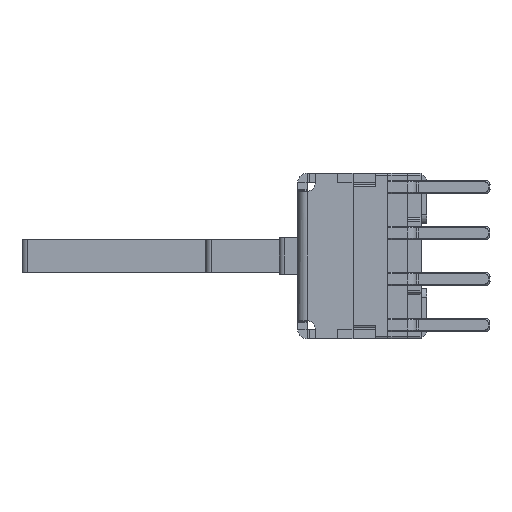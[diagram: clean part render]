
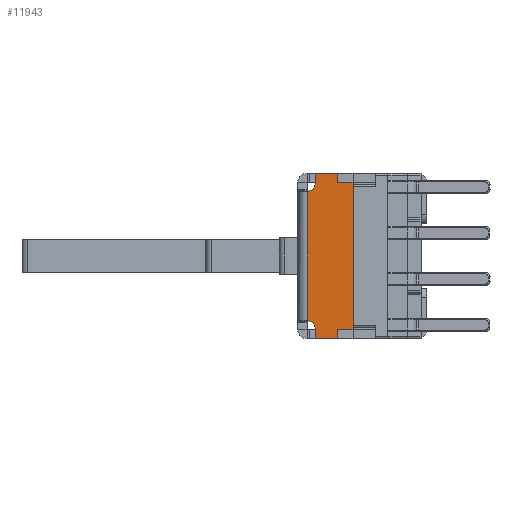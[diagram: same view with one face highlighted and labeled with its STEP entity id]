
A CAD part, left-side view. The second image highlights one B-rep face of the part: STEP entity #11943.
In plain terms, the highlighted planar face has unit normal (-1, 0, 0).
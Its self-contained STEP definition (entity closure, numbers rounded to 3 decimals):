
#8313=DIRECTION('',(0.,0.,1.));
#8314=VECTOR('',#8313,7.005);
#8315=CARTESIAN_POINT('',(-37.5,-0.5,-3.503));
#8316=LINE('',#8315,#8314);
#8345=CARTESIAN_POINT('',(-37.5,-0.45,4.));
#8346=DIRECTION('',(-1.,0.,0.));
#8347=DIRECTION('',(0.,-0.1,-0.995));
#8348=AXIS2_PLACEMENT_3D('',#8345,#8346,#8347);
#8350=DIRECTION('',(0.,0.,1.));
#8351=VECTOR('',#8350,0.5);
#8352=CARTESIAN_POINT('',(-37.5,-0.95,4.));
#8353=LINE('',#8352,#8351);
#8354=DIRECTION('',(0.,-1.,0.));
#8355=VECTOR('',#8354,1.2);
#8356=CARTESIAN_POINT('',(-37.5,-0.95,4.5));
#8357=LINE('',#8356,#8355);
#8358=DIRECTION('',(0.,0.,-1.));
#8359=VECTOR('',#8358,0.5);
#8360=CARTESIAN_POINT('',(-37.5,-2.15,4.5));
#8361=LINE('',#8360,#8359);
#8362=DIRECTION('',(0.,-1.,0.));
#8363=VECTOR('',#8362,0.85);
#8364=CARTESIAN_POINT('',(-37.5,-2.15,4.));
#8365=LINE('',#8364,#8363);
#8366=DIRECTION('',(0.,0.,-1.));
#8367=VECTOR('',#8366,8.);
#8368=CARTESIAN_POINT('',(-37.5,-3.,4.));
#8369=LINE('',#8368,#8367);
#8370=DIRECTION('',(0.,1.,0.));
#8371=VECTOR('',#8370,0.85);
#8372=CARTESIAN_POINT('',(-37.5,-3.,-4.));
#8373=LINE('',#8372,#8371);
#8374=DIRECTION('',(0.,0.,-1.));
#8375=VECTOR('',#8374,0.5);
#8376=CARTESIAN_POINT('',(-37.5,-2.15,-4.));
#8377=LINE('',#8376,#8375);
#8378=DIRECTION('',(0.,1.,0.));
#8379=VECTOR('',#8378,1.2);
#8380=CARTESIAN_POINT('',(-37.5,-2.15,-4.5));
#8381=LINE('',#8380,#8379);
#8382=DIRECTION('',(0.,0.,1.));
#8383=VECTOR('',#8382,0.5);
#8384=CARTESIAN_POINT('',(-37.5,-0.95,-4.5));
#8385=LINE('',#8384,#8383);
#8386=CARTESIAN_POINT('',(-37.5,-0.45,-4.));
#8387=DIRECTION('',(-1.,0.,0.));
#8388=DIRECTION('',(0.,-1.,0.));
#8389=AXIS2_PLACEMENT_3D('',#8386,#8387,#8388);
#9721=CARTESIAN_POINT('',(-37.5,-3.,4.));
#9722=CARTESIAN_POINT('',(-37.5,-3.,-4.));
#9723=VERTEX_POINT('',#9721);
#9724=VERTEX_POINT('',#9722);
#9729=CARTESIAN_POINT('',(-37.5,-2.15,-4.));
#9730=CARTESIAN_POINT('',(-37.5,-2.15,-4.5));
#9731=VERTEX_POINT('',#9729);
#9732=VERTEX_POINT('',#9730);
#9733=CARTESIAN_POINT('',(-37.5,-0.95,-4.5));
#9734=VERTEX_POINT('',#9733);
#9735=CARTESIAN_POINT('',(-37.5,-0.95,4.5));
#9736=CARTESIAN_POINT('',(-37.5,-2.15,4.5));
#9737=VERTEX_POINT('',#9735);
#9738=VERTEX_POINT('',#9736);
#9739=CARTESIAN_POINT('',(-37.5,-2.15,4.));
#9740=VERTEX_POINT('',#9739);
#9825=CARTESIAN_POINT('',(-37.5,-0.5,3.503));
#9826=CARTESIAN_POINT('',(-37.5,-0.95,4.));
#9827=VERTEX_POINT('',#9825);
#9828=VERTEX_POINT('',#9826);
#9829=CARTESIAN_POINT('',(-37.5,-0.95,-4.));
#9830=CARTESIAN_POINT('',(-37.5,-0.5,-3.503));
#9831=VERTEX_POINT('',#9829);
#9832=VERTEX_POINT('',#9830);
#11914=CARTESIAN_POINT('',(-37.5,0.,4.));
#11915=DIRECTION('',(1.,0.,0.));
#11916=DIRECTION('',(0.,0.,1.));
#11917=AXIS2_PLACEMENT_3D('',#11914,#11915,#11916);
#11918=PLANE('',#11917);
#11919=ORIENTED_EDGE('',*,*,#11904,.T.);
#11921=ORIENTED_EDGE('',*,*,#11920,.T.);
#11923=ORIENTED_EDGE('',*,*,#11922,.T.);
#11925=ORIENTED_EDGE('',*,*,#11924,.T.);
#11927=ORIENTED_EDGE('',*,*,#11926,.T.);
#11929=ORIENTED_EDGE('',*,*,#11928,.T.);
#11931=ORIENTED_EDGE('',*,*,#11930,.T.);
#11933=ORIENTED_EDGE('',*,*,#11932,.T.);
#11935=ORIENTED_EDGE('',*,*,#11934,.T.);
#11937=ORIENTED_EDGE('',*,*,#11936,.T.);
#11939=ORIENTED_EDGE('',*,*,#11938,.T.);
#11940=ORIENTED_EDGE('',*,*,#11824,.T.);
#11941=EDGE_LOOP('',(#11919,#11921,#11923,#11925,#11927,#11929,#11931,#11933,
#11935,#11937,#11939,#11940));
#11942=FACE_OUTER_BOUND('',#11941,.F.);
#11943=ADVANCED_FACE('',(#11942),#11918,.F.);
#8349=CIRCLE('',#8348,0.5);
#8390=CIRCLE('',#8389,0.5);
#11824=EDGE_CURVE('',#9832,#9827,#8316,.T.);
#11904=EDGE_CURVE('',#9827,#9828,#8349,.T.);
#11920=EDGE_CURVE('',#9828,#9737,#8353,.T.);
#11922=EDGE_CURVE('',#9737,#9738,#8357,.T.);
#11924=EDGE_CURVE('',#9738,#9740,#8361,.T.);
#11926=EDGE_CURVE('',#9740,#9723,#8365,.T.);
#11928=EDGE_CURVE('',#9723,#9724,#8369,.T.);
#11930=EDGE_CURVE('',#9724,#9731,#8373,.T.);
#11932=EDGE_CURVE('',#9731,#9732,#8377,.T.);
#11934=EDGE_CURVE('',#9732,#9734,#8381,.T.);
#11936=EDGE_CURVE('',#9734,#9831,#8385,.T.);
#11938=EDGE_CURVE('',#9831,#9832,#8390,.T.);
